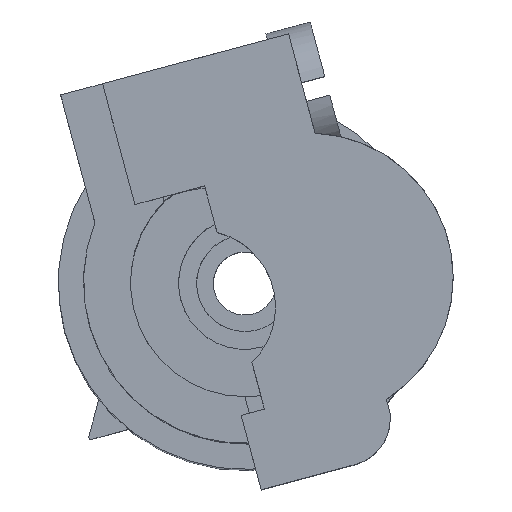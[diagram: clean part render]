
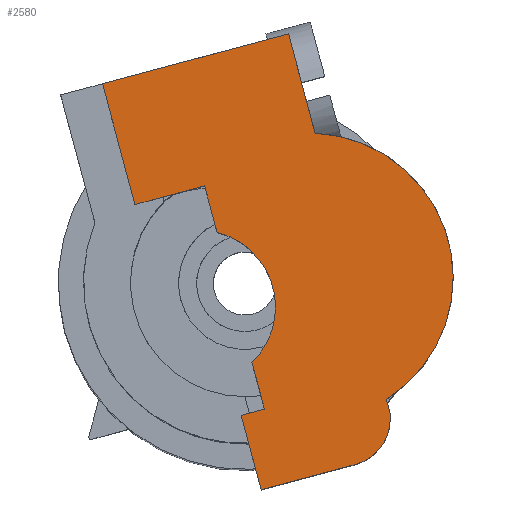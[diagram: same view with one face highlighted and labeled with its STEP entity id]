
A CAD part, top view. The second image highlights one B-rep face of the part: STEP entity #2580.
In plain terms, the highlighted planar face has unit normal (0, 0, 1).
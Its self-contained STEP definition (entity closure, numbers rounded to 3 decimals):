
#1583=AXIS2_PLACEMENT_3D('Circle Axis2P3D',#1581,#1582,$) ;
#1600=AXIS2_PLACEMENT_3D('Circle Axis2P3D',#1598,#1599,$) ;
#2524=AXIS2_PLACEMENT_3D('Plane Axis2P3D',#2521,#2522,#2523) ;
#2537=AXIS2_PLACEMENT_3D('Circle Axis2P3D',#2535,#2536,$) ;
#2556=AXIS2_PLACEMENT_3D('Circle Axis2P3D',#2554,#2555,$) ;
#1344=CARTESIAN_POINT('Vertex',(1.838,16.869,46.25)) ;
#1347=CARTESIAN_POINT('Line Origine',(5.702,17.904,46.25)) ;
#1351=CARTESIAN_POINT('Vertex',(9.565,18.94,46.25)) ;
#1462=CARTESIAN_POINT('Line Origine',(10.119,16.874,46.25)) ;
#1466=CARTESIAN_POINT('Vertex',(10.673,14.808,46.25)) ;
#1522=CARTESIAN_POINT('Vertex',(13.782,3.202,46.25)) ;
#1550=CARTESIAN_POINT('Vertex',(13.635,3.753,46.25)) ;
#1553=CARTESIAN_POINT('Line Origine',(13.709,3.477,46.25)) ;
#1578=CARTESIAN_POINT('Vertex',(12.314,1.033,46.25)) ;
#1581=CARTESIAN_POINT('Axis2P3D Location',(11.796,2.965,46.25)) ;
#1598=CARTESIAN_POINT('Axis2P3D Location',(11.796,2.965,46.25)) ;
#1602=CARTESIAN_POINT('Vertex',(12.143,0.995,46.25)) ;
#1622=CARTESIAN_POINT('Line Origine',(10.286,0.498,46.25)) ;
#1626=CARTESIAN_POINT('Vertex',(8.429,0.,46.25)) ;
#1646=CARTESIAN_POINT('Line Origine',(8.015,1.545,46.25)) ;
#1650=CARTESIAN_POINT('Vertex',(7.6,3.091,46.25)) ;
#2506=CARTESIAN_POINT('Vertex',(3.184,11.846,46.25)) ;
#2509=CARTESIAN_POINT('Line Origine',(2.511,14.358,46.25)) ;
#2521=CARTESIAN_POINT('Axis2P3D Location',(10.507,8.839,46.25)) ;
#2526=CARTESIAN_POINT('Line Origine',(6.34,11.657,46.25)) ;
#2530=CARTESIAN_POINT('Vertex',(6.082,12.623,46.25)) ;
#2532=CARTESIAN_POINT('Vertex',(6.599,10.691,46.25)) ;
#2535=CARTESIAN_POINT('Axis2P3D Location',(5.828,7.585,46.25)) ;
#2539=CARTESIAN_POINT('Vertex',(8.049,5.282,46.25)) ;
#2542=CARTESIAN_POINT('Line Origine',(8.308,4.316,46.25)) ;
#2546=CARTESIAN_POINT('Vertex',(8.566,3.35,46.25)) ;
#2549=CARTESIAN_POINT('Line Origine',(8.083,3.22,46.25)) ;
#2554=CARTESIAN_POINT('Axis2P3D Location',(10.411,8.813,46.25)) ;
#2559=CARTESIAN_POINT('Line Origine',(4.633,12.234,46.25)) ;
#1348=DIRECTION('Vector Direction',(-0.966,-0.259,0.)) ;
#1463=DIRECTION('Vector Direction',(-0.259,0.966,0.)) ;
#1554=DIRECTION('Vector Direction',(0.259,-0.966,0.)) ;
#1582=DIRECTION('Axis2P3D Direction',(-0.,0.,1.)) ;
#1599=DIRECTION('Axis2P3D Direction',(-0.,0.,1.)) ;
#1623=DIRECTION('Vector Direction',(0.966,0.259,0.)) ;
#1647=DIRECTION('Vector Direction',(0.259,-0.966,0.)) ;
#2510=DIRECTION('Vector Direction',(0.259,-0.966,0.)) ;
#2522=DIRECTION('Axis2P3D Direction',(-0.,0.,1.)) ;
#2523=DIRECTION('Axis2P3D XDirection',(0.259,-0.966,0.)) ;
#2527=DIRECTION('Vector Direction',(0.259,-0.966,0.)) ;
#2536=DIRECTION('Axis2P3D Direction',(-0.,0.,1.)) ;
#2543=DIRECTION('Vector Direction',(0.259,-0.966,0.)) ;
#2550=DIRECTION('Vector Direction',(-0.966,-0.259,0.)) ;
#2555=DIRECTION('Axis2P3D Direction',(-0.,0.,1.)) ;
#2560=DIRECTION('Vector Direction',(0.966,0.259,0.)) ;
#1349=VECTOR('Line Direction',#1348,1.) ;
#1464=VECTOR('Line Direction',#1463,1.) ;
#1555=VECTOR('Line Direction',#1554,1.) ;
#1624=VECTOR('Line Direction',#1623,1.) ;
#1648=VECTOR('Line Direction',#1647,1.) ;
#2511=VECTOR('Line Direction',#2510,1.) ;
#2528=VECTOR('Line Direction',#2527,1.) ;
#2544=VECTOR('Line Direction',#2543,1.) ;
#2551=VECTOR('Line Direction',#2550,1.) ;
#2561=VECTOR('Line Direction',#2560,1.) ;
#2565=ORIENTED_EDGE('',*,*,#2534,.T.) ;
#2566=ORIENTED_EDGE('',*,*,#2541,.F.) ;
#2567=ORIENTED_EDGE('',*,*,#2548,.T.) ;
#2568=ORIENTED_EDGE('',*,*,#2553,.T.) ;
#2569=ORIENTED_EDGE('',*,*,#1652,.T.) ;
#2570=ORIENTED_EDGE('',*,*,#1628,.T.) ;
#2571=ORIENTED_EDGE('',*,*,#1604,.T.) ;
#2572=ORIENTED_EDGE('',*,*,#1585,.T.) ;
#2573=ORIENTED_EDGE('',*,*,#1557,.F.) ;
#2574=ORIENTED_EDGE('',*,*,#2558,.T.) ;
#2575=ORIENTED_EDGE('',*,*,#1468,.T.) ;
#2576=ORIENTED_EDGE('',*,*,#1353,.T.) ;
#2577=ORIENTED_EDGE('',*,*,#2513,.T.) ;
#2578=ORIENTED_EDGE('',*,*,#2563,.T.) ;
#2580=ADVANCED_FACE('Hauptkoerper',(#2579),#2525,.T.) ;
#1584=CIRCLE('generated circle',#1583,2.) ;
#1601=CIRCLE('generated circle',#1600,2.) ;
#2538=CIRCLE('generated circle',#2537,3.2) ;
#2557=CIRCLE('generated circle',#2556,6.) ;
#1353=EDGE_CURVE('',#1352,#1345,#1350,.T.) ;
#1468=EDGE_CURVE('',#1467,#1352,#1465,.T.) ;
#1557=EDGE_CURVE('',#1551,#1523,#1556,.T.) ;
#1585=EDGE_CURVE('',#1579,#1523,#1584,.T.) ;
#1604=EDGE_CURVE('',#1603,#1579,#1601,.T.) ;
#1628=EDGE_CURVE('',#1627,#1603,#1625,.T.) ;
#1652=EDGE_CURVE('',#1651,#1627,#1649,.T.) ;
#2513=EDGE_CURVE('',#1345,#2507,#2512,.T.) ;
#2534=EDGE_CURVE('',#2531,#2533,#2529,.T.) ;
#2541=EDGE_CURVE('',#2540,#2533,#2538,.T.) ;
#2548=EDGE_CURVE('',#2540,#2547,#2545,.T.) ;
#2553=EDGE_CURVE('',#2547,#1651,#2552,.T.) ;
#2558=EDGE_CURVE('',#1551,#1467,#2557,.T.) ;
#2563=EDGE_CURVE('',#2507,#2531,#2562,.T.) ;
#2564=EDGE_LOOP('',(#2565,#2566,#2567,#2568,#2569,#2570,#2571,#2572,#2573,#2574,#2575,#2576,#2577,#2578)) ;
#2579=FACE_OUTER_BOUND('',#2564,.T.) ;
#1350=LINE('Line',#1347,#1349) ;
#1465=LINE('Line',#1462,#1464) ;
#1556=LINE('Line',#1553,#1555) ;
#1625=LINE('Line',#1622,#1624) ;
#1649=LINE('Line',#1646,#1648) ;
#2512=LINE('Line',#2509,#2511) ;
#2529=LINE('Line',#2526,#2528) ;
#2545=LINE('Line',#2542,#2544) ;
#2552=LINE('Line',#2549,#2551) ;
#2562=LINE('Line',#2559,#2561) ;
#2525=PLANE('',#2524) ;
#1345=VERTEX_POINT('',#1344) ;
#1352=VERTEX_POINT('',#1351) ;
#1467=VERTEX_POINT('',#1466) ;
#1523=VERTEX_POINT('',#1522) ;
#1551=VERTEX_POINT('',#1550) ;
#1579=VERTEX_POINT('',#1578) ;
#1603=VERTEX_POINT('',#1602) ;
#1627=VERTEX_POINT('',#1626) ;
#1651=VERTEX_POINT('',#1650) ;
#2507=VERTEX_POINT('',#2506) ;
#2531=VERTEX_POINT('',#2530) ;
#2533=VERTEX_POINT('',#2532) ;
#2540=VERTEX_POINT('',#2539) ;
#2547=VERTEX_POINT('',#2546) ;
